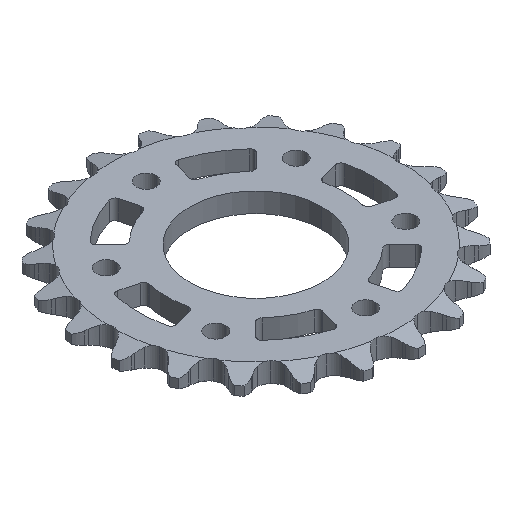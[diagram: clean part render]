
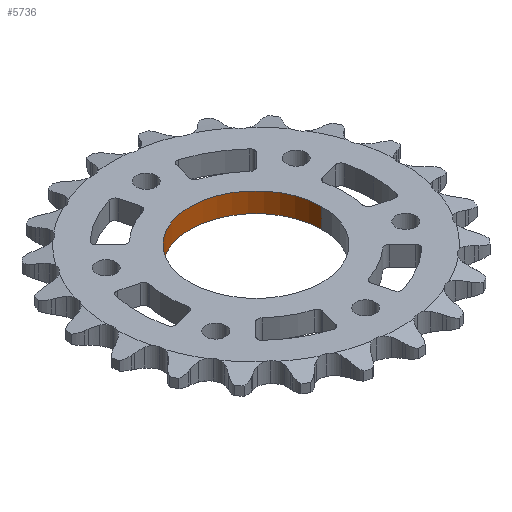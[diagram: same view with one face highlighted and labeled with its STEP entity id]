
A CAD part, isometric view. The second image highlights one B-rep face of the part: STEP entity #5736.
In plain terms, the highlighted cylindrical face has radius 14.3 mm (diameter 28.6 mm), a partial arc.
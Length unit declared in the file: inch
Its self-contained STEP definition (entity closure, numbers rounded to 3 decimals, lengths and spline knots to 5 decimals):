
#564 = AXIS2_PLACEMENT_3D ( 'NONE', #9478, #9479, #9480 ) ;
#2802 = EDGE_CURVE ( 'NONE', #7731, #7737, #6821, .T. ) ;
#2839 = EDGE_CURVE ( 'NONE', #7736, #7732, #6854, .T. ) ;
#3551 = AXIS2_PLACEMENT_3D ( 'NONE', #5356, #5354, #5352 ) ;
#3787 = AXIS2_PLACEMENT_3D ( 'NONE', #4687, #4688, #4689 ) ;
#3995 = FACE_OUTER_BOUND ( 'NONE', #7408, .T. ) ;
#4006 = CYLINDRICAL_SURFACE ( 'NONE', #3551, 0.56299 ) ;
#4425 = CIRCLE ( 'NONE', #3787, 0.56299 ) ;
#4482 = EDGE_CURVE ( 'NONE', #7737, #7732, #6862, .T. ) ;
#4687 = CARTESIAN_POINT ( 'NONE',  ( 0., 0., -0.0845 ) ) ;
#4688 = DIRECTION ( 'NONE',  ( 0., 0., -1. ) ) ;
#4689 = DIRECTION ( 'NONE',  ( -1., 0., 0. ) ) ;
#5352 = DIRECTION ( 'NONE',  ( 1., 0., 0. ) ) ;
#5354 = DIRECTION ( 'NONE',  ( 0., 0., 1. ) ) ;
#5356 = CARTESIAN_POINT ( 'NONE',  ( 0., 0., 0. ) ) ;
#5736 = ADVANCED_FACE ( 'NONE', ( #3995 ), #4006, .F. ) ;
#6047 = CARTESIAN_POINT ( 'NONE',  ( 0.56299, 0., -0.0845 ) ) ;
#6048 = CARTESIAN_POINT ( 'NONE',  ( -0.56299, 0., 0.0845 ) ) ;
#6052 = CARTESIAN_POINT ( 'NONE',  ( -0.56299, 0., -0.0845 ) ) ;
#6053 = CARTESIAN_POINT ( 'NONE',  ( 0.56299, 0., 0.0845 ) ) ;
#6821 = LINE ( 'NONE', #9400, #6824 ) ;
#6824 = VECTOR ( 'NONE', #9396, 39.37008 ) ;
#6854 = LINE ( 'NONE', #9448, #6856 ) ;
#6856 = VECTOR ( 'NONE', #9449, 39.37008 ) ;
#6862 = CIRCLE ( 'NONE', #564, 0.56299 ) ;
#7408 = EDGE_LOOP ( 'NONE', ( #9658, #9657, #9656, #9655 ) ) ;
#7731 = VERTEX_POINT ( 'NONE', #6047 ) ;
#7732 = VERTEX_POINT ( 'NONE', #6048 ) ;
#7736 = VERTEX_POINT ( 'NONE', #6052 ) ;
#7737 = VERTEX_POINT ( 'NONE', #6053 ) ;
#9396 = DIRECTION ( 'NONE',  ( 0., 0., 1. ) ) ;
#9400 = CARTESIAN_POINT ( 'NONE',  ( 0.56299, 0., 0. ) ) ;
#9448 = CARTESIAN_POINT ( 'NONE',  ( -0.56299, 0., 0. ) ) ;
#9449 = DIRECTION ( 'NONE',  ( 0., 0., 1. ) ) ;
#9478 = CARTESIAN_POINT ( 'NONE',  ( 0., 0., 0.0845 ) ) ;
#9479 = DIRECTION ( 'NONE',  ( 0., 0., 1. ) ) ;
#9480 = DIRECTION ( 'NONE',  ( 1., 0., 0. ) ) ;
#9655 = ORIENTED_EDGE ( 'NONE', *, *, #4482, .T. ) ;
#9656 = ORIENTED_EDGE ( 'NONE', *, *, #2802, .T. ) ;
#9657 = ORIENTED_EDGE ( 'NONE', *, *, #10110, .T. ) ;
#9658 = ORIENTED_EDGE ( 'NONE', *, *, #2839, .F. ) ;
#10110 = EDGE_CURVE ( 'NONE', #7736, #7731, #4425, .T. ) ;
